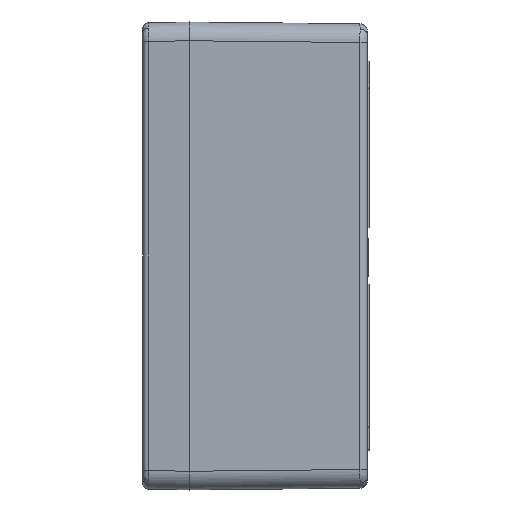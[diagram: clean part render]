
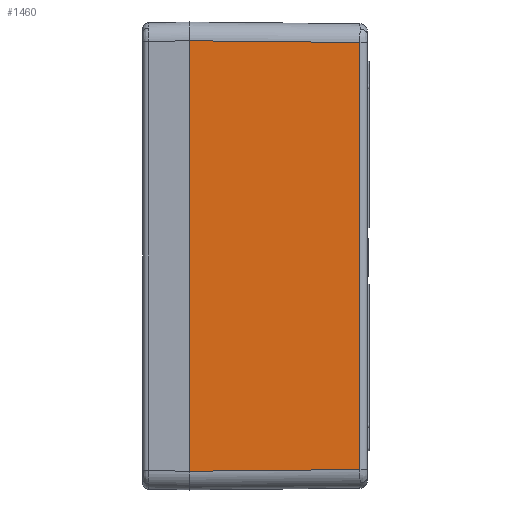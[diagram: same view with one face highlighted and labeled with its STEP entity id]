
A CAD part, left-side view. The second image highlights one B-rep face of the part: STEP entity #1460.
In plain terms, the highlighted planar face has unit normal (-1, -0.01, 0).
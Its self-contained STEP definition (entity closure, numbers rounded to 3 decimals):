
#779 = VERTEX_POINT ( 'NONE', #23011 ) ;
#1460 = ADVANCED_FACE ( 'NONE', ( #45696 ), #36008, .T. ) ;
#2211 = VECTOR ( 'NONE', #58636, 1000. ) ;
#8496 = CARTESIAN_POINT ( 'NONE',  ( -199.053, -91.54, 114.054 ) ) ;
#10698 = EDGE_CURVE ( 'NONE', #779, #44023, #49095, .T. ) ;
#10930 = EDGE_CURVE ( 'NONE', #49308, #779, #44845, .T. ) ;
#11010 = CARTESIAN_POINT ( 'NONE',  ( -200.001, 2.101, -115.002 ) ) ;
#12674 = EDGE_CURVE ( 'NONE', #44023, #17525, #36142, .T. ) ;
#15535 = DIRECTION ( 'NONE',  ( 0.01, -1., 0.01 ) ) ;
#17525 = VERTEX_POINT ( 'NONE', #57415 ) ;
#22450 = DIRECTION ( 'NONE',  ( -1., -0.01, 0. ) ) ;
#23011 = CARTESIAN_POINT ( 'NONE',  ( -199.053, -91.54, -114.054 ) ) ;
#24005 = VECTOR ( 'NONE', #26158, 1000. ) ;
#24255 = AXIS2_PLACEMENT_3D ( 'NONE', #49667, #22450, #54229 ) ;
#24580 = EDGE_LOOP ( 'NONE', ( #28747, #34000, #44712, #38794 ) ) ;
#26115 = CARTESIAN_POINT ( 'NONE',  ( -199.053, -91.54, 114.013 ) ) ;
#26158 = DIRECTION ( 'NONE',  ( -0.01, 1., 0.01 ) ) ;
#26359 = VECTOR ( 'NONE', #35898, 1000. ) ;
#26638 = CARTESIAN_POINT ( 'NONE',  ( -199.975, -0.5, -125. ) ) ;
#28747 = ORIENTED_EDGE ( 'NONE', *, *, #10930, .T. ) ;
#34000 = ORIENTED_EDGE ( 'NONE', *, *, #10698, .T. ) ;
#35898 = DIRECTION ( 'NONE',  ( 0., 0., 1. ) ) ;
#36008 = PLANE ( 'NONE',  #24255 ) ;
#36142 = LINE ( 'NONE', #57381, #24005 ) ;
#37924 = EDGE_CURVE ( 'NONE', #49308, #17525, #47684, .T. ) ;
#38794 = ORIENTED_EDGE ( 'NONE', *, *, #37924, .F. ) ;
#44023 = VERTEX_POINT ( 'NONE', #8496 ) ;
#44712 = ORIENTED_EDGE ( 'NONE', *, *, #12674, .T. ) ;
#44845 = LINE ( 'NONE', #11010, #52623 ) ;
#45696 = FACE_OUTER_BOUND ( 'NONE', #24580, .T. ) ;
#47684 = LINE ( 'NONE', #26638, #2211 ) ;
#49095 = LINE ( 'NONE', #26115, #26359 ) ;
#49308 = VERTEX_POINT ( 'NONE', #55009 ) ;
#49667 = CARTESIAN_POINT ( 'NONE',  ( -200., 2., -125. ) ) ;
#52623 = VECTOR ( 'NONE', #15535, 1000. ) ;
#54229 = DIRECTION ( 'NONE',  ( 0.01, -1., 0. ) ) ;
#55009 = CARTESIAN_POINT ( 'NONE',  ( -199.975, -0.5, -114.975 ) ) ;
#57381 = CARTESIAN_POINT ( 'NONE',  ( -199.975, -0.429, 114.976 ) ) ;
#57415 = CARTESIAN_POINT ( 'NONE',  ( -199.975, -0.5, 114.975 ) ) ;
#58636 = DIRECTION ( 'NONE',  ( 0., 0., 1. ) ) ;
